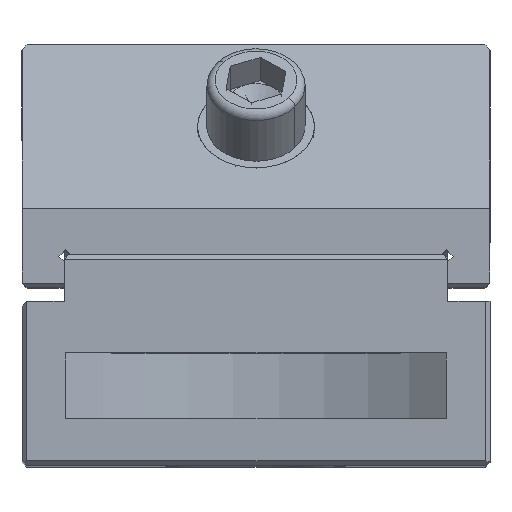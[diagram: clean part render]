
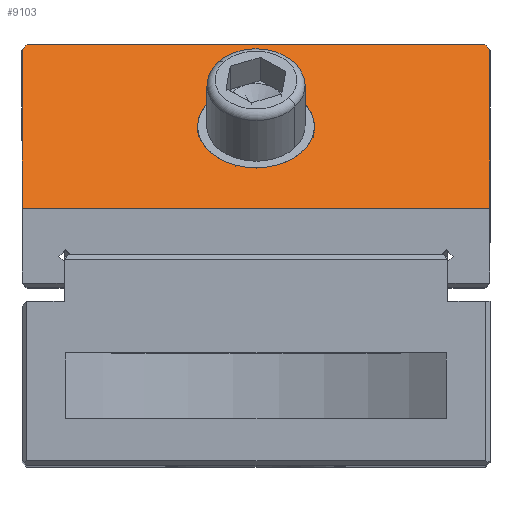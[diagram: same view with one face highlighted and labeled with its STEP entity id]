
A CAD part, top view. The second image highlights one B-rep face of the part: STEP entity #9103.
In plain terms, the highlighted face is planar.
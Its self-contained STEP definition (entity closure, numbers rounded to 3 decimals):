
#280 = VERTEX_POINT ( 'NONE', #9260 ) ;
#282 = VERTEX_POINT ( 'NONE', #9234 ) ;
#348 = VERTEX_POINT ( 'NONE', #9345 ) ;
#814 = EDGE_CURVE ( 'NONE', #9625, #9488, #3823, .T. ) ;
#866 = EDGE_CURVE ( 'NONE', #9582, #9530, #5267, .T. ) ;
#879 = EDGE_CURVE ( 'NONE', #282, #9582, #5292, .T. ) ;
#880 = EDGE_CURVE ( 'NONE', #282, #280, #5288, .T. ) ;
#881 = EDGE_CURVE ( 'NONE', #280, #348, #5294, .T. ) ;
#882 = EDGE_CURVE ( 'NONE', #348, #9457, #5298, .T. ) ;
#883 = EDGE_CURVE ( 'NONE', #9457, #9530, #5300, .T. ) ;
#884 = EDGE_CURVE ( 'NONE', #9488, #9625, #5302, .T. ) ;
#1884 = AXIS2_PLACEMENT_3D ( 'NONE', #4472, #4473, #4474 ) ;
#1888 = AXIS2_PLACEMENT_3D ( 'NONE', #4620, #4621, #4622 ) ;
#2474 = ORIENTED_EDGE ( 'NONE', *, *, #879, .F. ) ;
#2475 = ORIENTED_EDGE ( 'NONE', *, *, #880, .T. ) ;
#2476 = ORIENTED_EDGE ( 'NONE', *, *, #881, .T. ) ;
#2477 = ORIENTED_EDGE ( 'NONE', *, *, #882, .T. ) ;
#2478 = ORIENTED_EDGE ( 'NONE', *, *, #883, .T. ) ;
#2479 = ORIENTED_EDGE ( 'NONE', *, *, #866, .F. ) ;
#2480 = ORIENTED_EDGE ( 'NONE', *, *, #884, .F. ) ;
#2481 = ORIENTED_EDGE ( 'NONE', *, *, #814, .F. ) ;
#2893 = EDGE_LOOP ( 'NONE', ( #2474, #2475, #2476, #2477, #2478, #2479 ) ) ;
#2899 = EDGE_LOOP ( 'NONE', ( #2480, #2481 ) ) ;
#3823 = CIRCLE ( 'NONE', #1884, 12.5 ) ;
#4472 = CARTESIAN_POINT ( 'NONE',  ( 55.501, 34.499, 0. ) ) ;
#4473 = DIRECTION ( 'NONE',  ( 0.707, 0.707, 0. ) ) ;
#4474 = DIRECTION ( 'NONE',  ( -0.707, 0.707, 0. ) ) ;
#4580 = CARTESIAN_POINT ( 'NONE',  ( 73., 17., -49.9 ) ) ;
#4581 = DIRECTION ( 'NONE',  ( 0., 0., 1. ) ) ;
#4602 = CARTESIAN_POINT ( 'NONE',  ( 25.333, 64.667, -36.233 ) ) ;
#4604 = CARTESIAN_POINT ( 'NONE',  ( 38., 52., -49.9 ) ) ;
#4608 = CARTESIAN_POINT ( 'NONE',  ( 38., 52., -49.9 ) ) ;
#4610 = DIRECTION ( 'NONE',  ( 0.707, -0.707, 0. ) ) ;
#4611 = DIRECTION ( 'NONE',  ( -0.577, 0.577, 0.577 ) ) ;
#4613 = DIRECTION ( 'NONE',  ( 0., 0., 1. ) ) ;
#4614 = CARTESIAN_POINT ( 'NONE',  ( 26., 64., 36.9 ) ) ;
#4615 = DIRECTION ( 'NONE',  ( 0.577, -0.577, 0.577 ) ) ;
#4616 = CARTESIAN_POINT ( 'NONE',  ( 38., 52., 49.9 ) ) ;
#4617 = DIRECTION ( 'NONE',  ( 0.707, -0.707, 0. ) ) ;
#4620 = CARTESIAN_POINT ( 'NONE',  ( 55.501, 34.499, 0. ) ) ;
#4621 = DIRECTION ( 'NONE',  ( 0.707, 0.707, 0. ) ) ;
#4622 = DIRECTION ( 'NONE',  ( -0.707, 0.707, 0. ) ) ;
#5267 = LINE ( 'NONE', #4580, #5270 ) ;
#5270 = VECTOR ( 'NONE', #4581, 1000. ) ;
#5288 = LINE ( 'NONE', #4602, #5297 ) ;
#5292 = LINE ( 'NONE', #4608, #5295 ) ;
#5294 = LINE ( 'NONE', #4604, #5299 ) ;
#5295 = VECTOR ( 'NONE', #4610, 1000. ) ;
#5297 = VECTOR ( 'NONE', #4611, 1000. ) ;
#5298 = LINE ( 'NONE', #4614, #5301 ) ;
#5299 = VECTOR ( 'NONE', #4613, 1000. ) ;
#5300 = LINE ( 'NONE', #4616, #5303 ) ;
#5301 = VECTOR ( 'NONE', #4615, 1000. ) ;
#5302 = CIRCLE ( 'NONE', #1888, 12.5 ) ;
#5303 = VECTOR ( 'NONE', #4617, 1000. ) ;
#7093 = FACE_OUTER_BOUND ( 'NONE', #2893, .T. ) ;
#7105 = FACE_BOUND ( 'NONE', #2899, .T. ) ;
#7989 = AXIS2_PLACEMENT_3D ( 'NONE', #8308, #8320, #8321 ) ;
#8308 = CARTESIAN_POINT ( 'NONE',  ( 38., 52., -49.9 ) ) ;
#8315 = PLANE ( 'NONE',  #7989 ) ;
#8320 = DIRECTION ( 'NONE',  ( -0.707, -0.707, 0. ) ) ;
#8321 = DIRECTION ( 'NONE',  ( 0.707, -0.707, 0. ) ) ;
#8656 = CARTESIAN_POINT ( 'NONE',  ( 39., 51., 49.9 ) ) ;
#8679 = CARTESIAN_POINT ( 'NONE',  ( 64.339, 25.661, 0. ) ) ;
#8711 = CARTESIAN_POINT ( 'NONE',  ( 73., 17., 49.9 ) ) ;
#8753 = CARTESIAN_POINT ( 'NONE',  ( 73., 17., -49.9 ) ) ;
#8789 = CARTESIAN_POINT ( 'NONE',  ( 46.662, 43.338, 0. ) ) ;
#9103 = ADVANCED_FACE ( 'NONE', ( #7093, #7105 ), #8315, .F. ) ;
#9234 = CARTESIAN_POINT ( 'NONE',  ( 39., 51., -49.9 ) ) ;
#9260 = CARTESIAN_POINT ( 'NONE',  ( 38., 52., -48.9 ) ) ;
#9345 = CARTESIAN_POINT ( 'NONE',  ( 38., 52., 48.9 ) ) ;
#9457 = VERTEX_POINT ( 'NONE', #8656 ) ;
#9488 = VERTEX_POINT ( 'NONE', #8679 ) ;
#9530 = VERTEX_POINT ( 'NONE', #8711 ) ;
#9582 = VERTEX_POINT ( 'NONE', #8753 ) ;
#9625 = VERTEX_POINT ( 'NONE', #8789 ) ;
